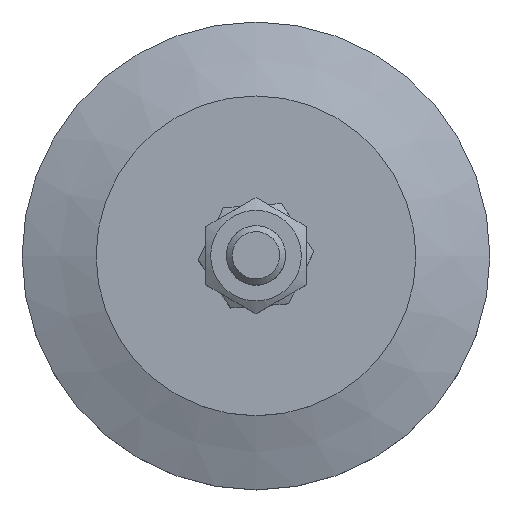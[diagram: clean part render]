
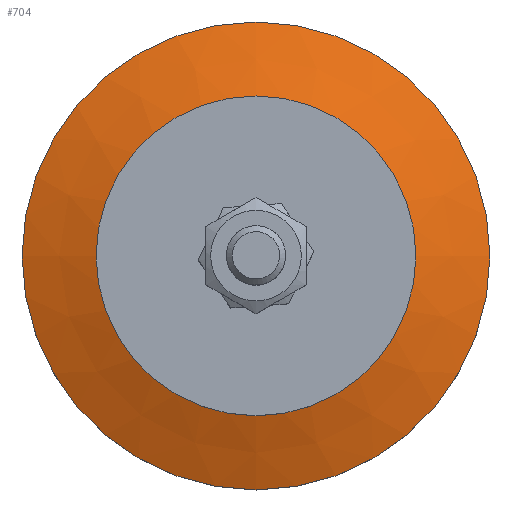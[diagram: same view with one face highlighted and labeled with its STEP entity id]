
A CAD part, top view. The second image highlights one B-rep face of the part: STEP entity #704.
In plain terms, the highlighted conical face has half-angle 70 degrees and reference radius 33.25 mm.
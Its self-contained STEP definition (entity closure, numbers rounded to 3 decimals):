
#127=CONICAL_SURFACE('',#765,33.25,70.);
#173=FACE_BOUND('',#250,.T.);
#195=FACE_OUTER_BOUND('',#249,.T.);
#249=EDGE_LOOP('',(#514));
#250=EDGE_LOOP('',(#515));
#314=CIRCLE('',#764,27.);
#315=CIRCLE('',#766,39.5);
#347=VERTEX_POINT('',#1069);
#348=VERTEX_POINT('',#1072);
#416=EDGE_CURVE('',#347,#347,#314,.T.);
#417=EDGE_CURVE('',#348,#348,#315,.T.);
#514=ORIENTED_EDGE('',*,*,#417,.F.);
#515=ORIENTED_EDGE('',*,*,#416,.T.);
#704=ADVANCED_FACE('',(#195,#173),#127,.T.);
#764=AXIS2_PLACEMENT_3D('',#1070,#868,#869);
#765=AXIS2_PLACEMENT_3D('',#1071,#870,#871);
#766=AXIS2_PLACEMENT_3D('',#1073,#872,#873);
#868=DIRECTION('center_axis',(0.,0.,-1.));
#869=DIRECTION('ref_axis',(0.,1.,0.));
#870=DIRECTION('center_axis',(0.,0.,-1.));
#871=DIRECTION('ref_axis',(0.,1.,0.));
#872=DIRECTION('center_axis',(0.,0.,-1.));
#873=DIRECTION('ref_axis',(0.,1.,0.));
#1069=CARTESIAN_POINT('',(0.,27.,14.5));
#1070=CARTESIAN_POINT('Origin',(0.,0.,14.5));
#1071=CARTESIAN_POINT('Origin',(0.,0.,12.225));
#1072=CARTESIAN_POINT('',(0.,39.5,9.95));
#1073=CARTESIAN_POINT('Origin',(0.,0.,9.95));
